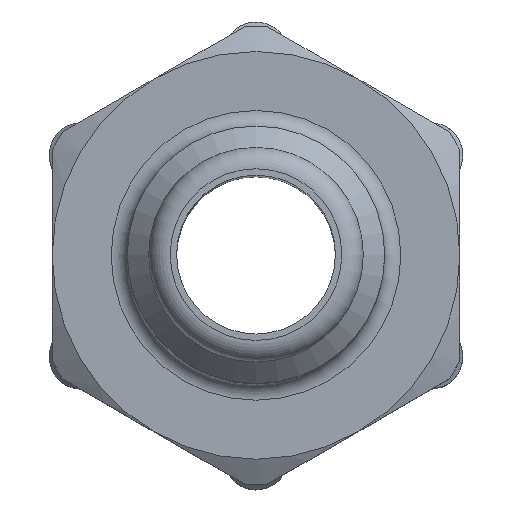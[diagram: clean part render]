
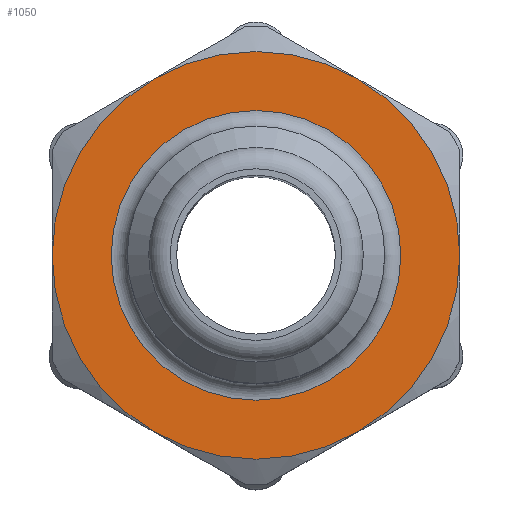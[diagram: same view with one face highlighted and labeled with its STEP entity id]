
A CAD part, top view. The second image highlights one B-rep face of the part: STEP entity #1050.
In plain terms, the highlighted planar face has unit normal (0, 0, 1).
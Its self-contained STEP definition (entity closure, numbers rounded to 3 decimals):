
#30=PLANE('',#1182);
#249=ORIENTED_EDGE('',*,*,#512,.F.);
#250=ORIENTED_EDGE('',*,*,#443,.F.);
#251=ORIENTED_EDGE('',*,*,#457,.F.);
#252=ORIENTED_EDGE('',*,*,#455,.F.);
#253=ORIENTED_EDGE('',*,*,#451,.F.);
#254=ORIENTED_EDGE('',*,*,#447,.F.);
#255=ORIENTED_EDGE('',*,*,#511,.T.);
#443=EDGE_CURVE('',#584,#585,#676,.T.);
#447=EDGE_CURVE('',#588,#589,#678,.T.);
#451=EDGE_CURVE('',#589,#592,#680,.T.);
#455=EDGE_CURVE('',#592,#595,#682,.T.);
#457=EDGE_CURVE('',#595,#584,#683,.T.);
#511=EDGE_CURVE('',#634,#634,#710,.T.);
#512=EDGE_CURVE('',#585,#588,#711,.T.);
#584=VERTEX_POINT('',#1643);
#585=VERTEX_POINT('',#1645);
#588=VERTEX_POINT('',#1658);
#589=VERTEX_POINT('',#1660);
#592=VERTEX_POINT('',#1674);
#595=VERTEX_POINT('',#1688);
#634=VERTEX_POINT('',#1893);
#676=CIRCLE('',#1118,9.5);
#678=CIRCLE('',#1121,9.5);
#680=CIRCLE('',#1124,9.5);
#682=CIRCLE('',#1127,9.5);
#683=CIRCLE('',#1129,9.5);
#710=CIRCLE('',#1181,6.75);
#711=CIRCLE('',#1183,9.5);
#796=EDGE_LOOP('',(#249,#250,#251,#252,#253,#254));
#797=EDGE_LOOP('',(#255));
#914=FACE_BOUND('',#796,.T.);
#915=FACE_BOUND('',#797,.T.);
#1050=ADVANCED_FACE('',(#914,#915),#30,.F.);
#1118=AXIS2_PLACEMENT_3D('',#1644,#1286,#1287);
#1121=AXIS2_PLACEMENT_3D('',#1659,#1292,#1293);
#1124=AXIS2_PLACEMENT_3D('',#1673,#1298,#1299);
#1127=AXIS2_PLACEMENT_3D('',#1687,#1304,#1305);
#1129=AXIS2_PLACEMENT_3D('',#1694,#1308,#1309);
#1181=AXIS2_PLACEMENT_3D('',#1892,#1422,#1423);
#1182=AXIS2_PLACEMENT_3D('',#1894,#1424,#1425);
#1183=AXIS2_PLACEMENT_3D('',#1895,#1426,#1427);
#1286=DIRECTION('',(0.,0.,-1.));
#1287=DIRECTION('',(-1.,0.,0.));
#1292=DIRECTION('',(0.,0.,-1.));
#1293=DIRECTION('',(-1.,0.,0.));
#1298=DIRECTION('',(0.,0.,-1.));
#1299=DIRECTION('',(-1.,0.,0.));
#1304=DIRECTION('',(0.,0.,-1.));
#1305=DIRECTION('',(-1.,0.,0.));
#1308=DIRECTION('',(0.,0.,-1.));
#1309=DIRECTION('',(-1.,0.,0.));
#1422=DIRECTION('',(0.,0.,-1.));
#1423=DIRECTION('',(-1.,0.,0.));
#1424=DIRECTION('',(0.,0.,-1.));
#1425=DIRECTION('',(-1.,0.,0.));
#1426=DIRECTION('',(0.,0.,-1.));
#1427=DIRECTION('',(-1.,0.,0.));
#1643=CARTESIAN_POINT('',(-9.5,0.,23.7));
#1644=CARTESIAN_POINT('',(0.,0.,23.7));
#1645=CARTESIAN_POINT('',(-4.75,8.227,23.7));
#1658=CARTESIAN_POINT('',(4.75,8.227,23.7));
#1659=CARTESIAN_POINT('',(0.,0.,23.7));
#1660=CARTESIAN_POINT('',(9.5,0.,23.7));
#1673=CARTESIAN_POINT('',(0.,0.,23.7));
#1674=CARTESIAN_POINT('',(4.75,-8.227,23.7));
#1687=CARTESIAN_POINT('',(0.,0.,23.7));
#1688=CARTESIAN_POINT('',(-4.75,-8.227,23.7));
#1694=CARTESIAN_POINT('',(0.,0.,23.7));
#1892=CARTESIAN_POINT('',(0.,0.,23.7));
#1893=CARTESIAN_POINT('',(-6.75,0.,23.7));
#1894=CARTESIAN_POINT('',(0.,6.75,23.7));
#1895=CARTESIAN_POINT('',(0.,0.,23.7));
